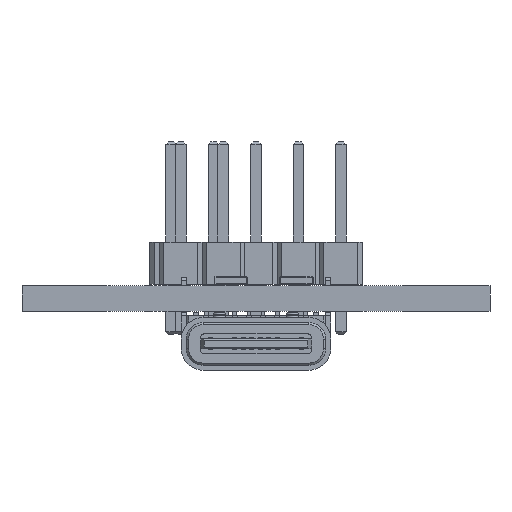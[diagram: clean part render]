
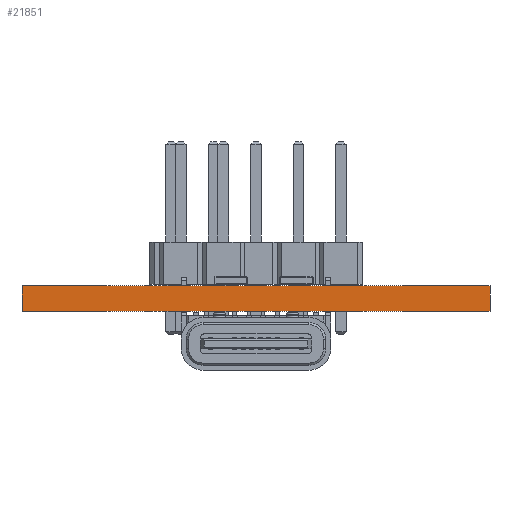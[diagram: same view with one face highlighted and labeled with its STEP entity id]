
A CAD part, left-side view. The second image highlights one B-rep face of the part: STEP entity #21851.
In plain terms, the highlighted planar face has unit normal (-1, 0, 0).
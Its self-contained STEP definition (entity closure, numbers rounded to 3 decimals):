
#20526 = VERTEX_POINT('',#20527);
#20527 = CARTESIAN_POINT('',(98.,-97.,0.));
#20533 = EDGE_CURVE('',#20534,#20526,#20536,.T.);
#20534 = VERTEX_POINT('',#20535);
#20535 = CARTESIAN_POINT('',(98.,-125.,0.));
#20536 = LINE('',#20537,#20538);
#20537 = CARTESIAN_POINT('',(98.,-125.,0.));
#20538 = VECTOR('',#20539,1.);
#20539 = DIRECTION('',(0.,1.,0.));
#21175 = VERTEX_POINT('',#21176);
#21176 = CARTESIAN_POINT('',(98.,-97.,1.51));
#21182 = EDGE_CURVE('',#21183,#21175,#21185,.T.);
#21183 = VERTEX_POINT('',#21184);
#21184 = CARTESIAN_POINT('',(98.,-125.,1.51));
#21185 = LINE('',#21186,#21187);
#21186 = CARTESIAN_POINT('',(98.,-125.,1.51));
#21187 = VECTOR('',#21188,1.);
#21188 = DIRECTION('',(0.,1.,0.));
#21821 = EDGE_CURVE('',#20526,#21175,#21822,.T.);
#21822 = LINE('',#21823,#21824);
#21823 = CARTESIAN_POINT('',(98.,-97.,0.));
#21824 = VECTOR('',#21825,1.);
#21825 = DIRECTION('',(0.,0.,1.));
#21851 = ADVANCED_FACE('',(#21852),#21863,.T.);
#21852 = FACE_BOUND('',#21853,.T.);
#21853 = EDGE_LOOP('',(#21854,#21860,#21861,#21862));
#21854 = ORIENTED_EDGE('',*,*,#21855,.T.);
#21855 = EDGE_CURVE('',#20534,#21183,#21856,.T.);
#21856 = LINE('',#21857,#21858);
#21857 = CARTESIAN_POINT('',(98.,-125.,0.));
#21858 = VECTOR('',#21859,1.);
#21859 = DIRECTION('',(0.,0.,1.));
#21860 = ORIENTED_EDGE('',*,*,#21182,.T.);
#21861 = ORIENTED_EDGE('',*,*,#21821,.F.);
#21862 = ORIENTED_EDGE('',*,*,#20533,.F.);
#21863 = PLANE('',#21864);
#21864 = AXIS2_PLACEMENT_3D('',#21865,#21866,#21867);
#21865 = CARTESIAN_POINT('',(98.,-125.,0.));
#21866 = DIRECTION('',(-1.,0.,0.));
#21867 = DIRECTION('',(0.,1.,0.));
